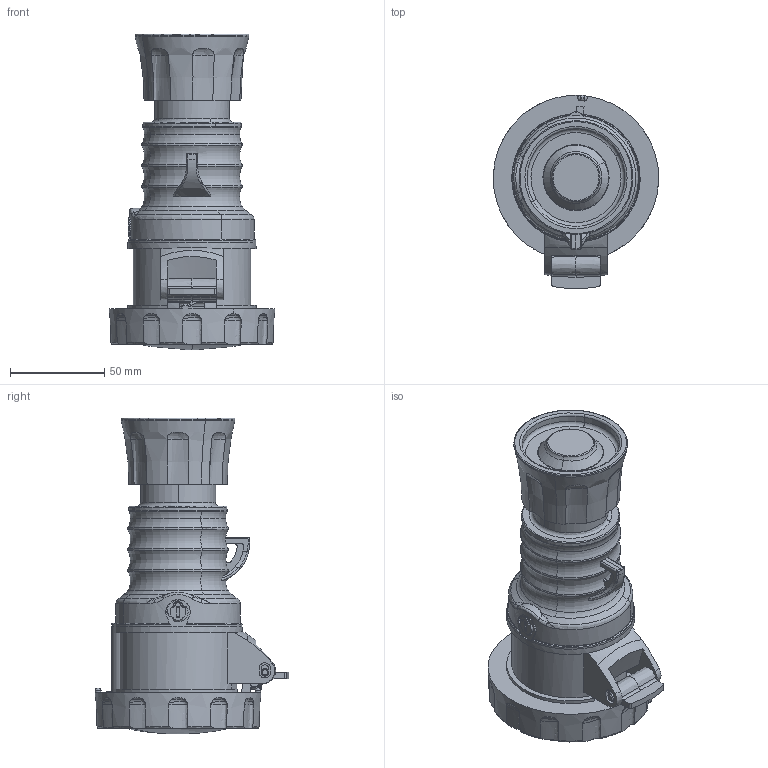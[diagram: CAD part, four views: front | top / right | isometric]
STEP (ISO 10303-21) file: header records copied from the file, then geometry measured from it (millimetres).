
FILE_DESCRIPTION((''),'2;1');
FILE_NAME('GW62031H_SW0001','2020-09-01T15:05:46',('ns3'),('Technoprobe spa'),'CREO PARAMETRIC BY PTC INC, 2020074','CREO PARAMETRIC BY PTC INC, 2020074','');
FILE_SCHEMA(('CONFIG_CONTROL_DESIGN'));
Length unit declared in the file: millimetre
Products named in the file (1): GW62031H_SW0001
Bounding box: 87.62 x 102.52 x 167.42 mm (x, y, z)
Volume: 476847.9 mm3; surface area: 52743.9 mm2
Topology: 1 solids, 1 shells, 433 faces, 1252 edges, 827 vertices
Faces by surface type: bspline 118, plane 104, torus 88, cylinder 61, cone 56, sphere 4, extrusion 2
Entity records: 22383 total; most frequent: CARTESIAN_POINT 12077, ORIENTED_EDGE 2492, DIRECTION 1699, EDGE_CURVE 1246, VERTEX_POINT 827, AXIS2_PLACEMENT_3D 704, B_SPLINE_CURVE_WITH_KNOTS 568, EDGE_LOOP 453
